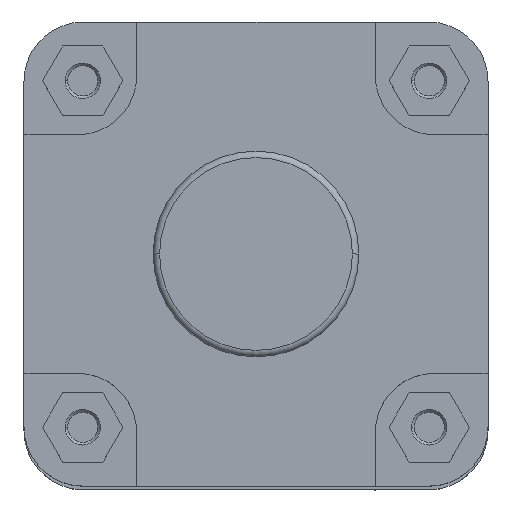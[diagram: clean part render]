
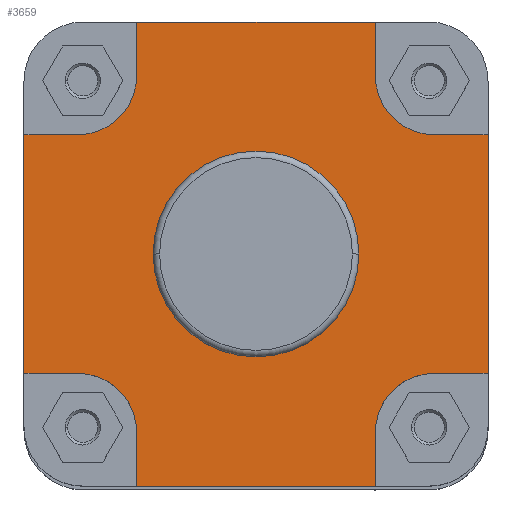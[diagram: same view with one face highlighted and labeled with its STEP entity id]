
A CAD part, top view. The second image highlights one B-rep face of the part: STEP entity #3659.
In plain terms, the highlighted planar face has unit normal (0, 0, 1).
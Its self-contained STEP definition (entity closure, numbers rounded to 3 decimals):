
#557 = CARTESIAN_POINT ( 'NONE',  ( -90., -198.141, -10. ) ) ;
#560 = CARTESIAN_POINT ( 'NONE',  ( 0., 0., -10. ) ) ;
#561 = CARTESIAN_POINT ( 'NONE',  ( 46.25, -90., -10. ) ) ;
#562 = DIRECTION ( 'NONE',  ( 0., -1., 0. ) ) ;
#563 = DIRECTION ( 'NONE',  ( 0., 0., 1. ) ) ;
#564 = DIRECTION ( 'NONE',  ( 1., 0., 0. ) ) ;
#565 = CARTESIAN_POINT ( 'NONE',  ( 0., -90., -10. ) ) ;
#566 = DIRECTION ( 'NONE',  ( 0., -1., 0. ) ) ;
#568 = DIRECTION ( 'NONE',  ( 1., 0., 0. ) ) ;
#660 = CARTESIAN_POINT ( 'NONE',  ( 69.25, -69.25, -10. ) ) ;
#661 = DIRECTION ( 'NONE',  ( 0., 0., 1. ) ) ;
#662 = DIRECTION ( 'NONE',  ( -1., 0., 0. ) ) ;
#674 = CARTESIAN_POINT ( 'NONE',  ( -69.25, -69.25, -10. ) ) ;
#676 = DIRECTION ( 'NONE',  ( 0., 0., 1. ) ) ;
#677 = DIRECTION ( 'NONE',  ( -1., 0., 0. ) ) ;
#880 = CARTESIAN_POINT ( 'NONE',  ( 0., 39.9, -10. ) ) ;
#888 = PLANE ( 'NONE',  #5558 ) ;
#889 = DIRECTION ( 'NONE',  ( 0., 0., -1. ) ) ;
#890 = DIRECTION ( 'NONE',  ( -1., 0., 0. ) ) ;
#913 = CARTESIAN_POINT ( 'NONE',  ( 39.9, 0., -10. ) ) ;
#926 = CARTESIAN_POINT ( 'NONE',  ( 90., -46.25, -10. ) ) ;
#927 = CARTESIAN_POINT ( 'NONE',  ( 46.25, 69.25, -10. ) ) ;
#935 = CARTESIAN_POINT ( 'NONE',  ( -46.25, 69.25, -10. ) ) ;
#944 = CARTESIAN_POINT ( 'NONE',  ( -46.25, 90., -10. ) ) ;
#949 = CARTESIAN_POINT ( 'NONE',  ( -90., 46.25, -10. ) ) ;
#958 = CARTESIAN_POINT ( 'NONE',  ( 46.25, -90., -10. ) ) ;
#961 = CARTESIAN_POINT ( 'NONE',  ( -46.25, -69.25, -10. ) ) ;
#985 = CARTESIAN_POINT ( 'NONE',  ( -39.9, 0., -10. ) ) ;
#997 = CARTESIAN_POINT ( 'NONE',  ( 69.25, 46.25, -10. ) ) ;
#998 = CARTESIAN_POINT ( 'NONE',  ( -69.25, 46.25, -10. ) ) ;
#1005 = CARTESIAN_POINT ( 'NONE',  ( 46.25, 90., -10. ) ) ;
#1006 = CARTESIAN_POINT ( 'NONE',  ( -46.25, -90., -10. ) ) ;
#1009 = CARTESIAN_POINT ( 'NONE',  ( 46.25, -69.25, -10. ) ) ;
#1010 = CARTESIAN_POINT ( 'NONE',  ( 69.25, -46.25, -10. ) ) ;
#1014 = CARTESIAN_POINT ( 'NONE',  ( -69.25, -46.25, -10. ) ) ;
#1017 = CARTESIAN_POINT ( 'NONE',  ( -90., -46.25, -10. ) ) ;
#1028 = CARTESIAN_POINT ( 'NONE',  ( 90., 46.25, -10. ) ) ;
#1072 = CARTESIAN_POINT ( 'NONE',  ( 0., 0., -10. ) ) ;
#1074 = DIRECTION ( 'NONE',  ( 0., 0., 1. ) ) ;
#1075 = DIRECTION ( 'NONE',  ( 1., 0., 0. ) ) ;
#1143 = CARTESIAN_POINT ( 'NONE',  ( -69.25, 46.25, -10. ) ) ;
#1144 = DIRECTION ( 'NONE',  ( 1., 0., 0. ) ) ;
#1160 = CARTESIAN_POINT ( 'NONE',  ( 90., -198.141, -10. ) ) ;
#1161 = DIRECTION ( 'NONE',  ( 0., -1., 0. ) ) ;
#1162 = CARTESIAN_POINT ( 'NONE',  ( 90., 46.25, -10. ) ) ;
#1163 = CARTESIAN_POINT ( 'NONE',  ( 69.25, -46.25, -10. ) ) ;
#1164 = DIRECTION ( 'NONE',  ( -1., 0., 0. ) ) ;
#1165 = CARTESIAN_POINT ( 'NONE',  ( 69.25, 69.25, -10. ) ) ;
#1166 = DIRECTION ( 'NONE',  ( 0., 0., 1. ) ) ;
#1167 = DIRECTION ( 'NONE',  ( -1., 0., 0. ) ) ;
#1168 = CARTESIAN_POINT ( 'NONE',  ( -46.25, 90., -10. ) ) ;
#1169 = CARTESIAN_POINT ( 'NONE',  ( 46.25, 69.25, -10. ) ) ;
#1170 = DIRECTION ( 'NONE',  ( 1., 0., 0. ) ) ;
#1171 = CARTESIAN_POINT ( 'NONE',  ( -69.25, 69.25, -10. ) ) ;
#1172 = DIRECTION ( 'NONE',  ( 0., 1., 0. ) ) ;
#1173 = DIRECTION ( 'NONE',  ( 0., 0., 1. ) ) ;
#1174 = DIRECTION ( 'NONE',  ( -1., 0., 0. ) ) ;
#1175 = CARTESIAN_POINT ( 'NONE',  ( 0., 90., -10. ) ) ;
#1176 = DIRECTION ( 'NONE',  ( 1., 0., 0. ) ) ;
#1178 = DIRECTION ( 'NONE',  ( 0., -1., 0. ) ) ;
#1179 = CARTESIAN_POINT ( 'NONE',  ( -46.25, -69.25, -10. ) ) ;
#1183 = CARTESIAN_POINT ( 'NONE',  ( -90., -46.25, -10. ) ) ;
#1184 = DIRECTION ( 'NONE',  ( 0., 1., 0. ) ) ;
#1185 = DIRECTION ( 'NONE',  ( -1., 0., 0. ) ) ;
#3414 = ORIENTED_EDGE ( 'NONE', *, *, #4848, .F. ) ;
#3415 = ORIENTED_EDGE ( 'NONE', *, *, #4844, .F. ) ;
#3416 = ORIENTED_EDGE ( 'NONE', *, *, #4845, .F. ) ;
#3417 = ORIENTED_EDGE ( 'NONE', *, *, #4846, .F. ) ;
#3418 = ORIENTED_EDGE ( 'NONE', *, *, #4833, .F. ) ;
#3419 = ORIENTED_EDGE ( 'NONE', *, *, #4847, .F. ) ;
#3420 = ORIENTED_EDGE ( 'NONE', *, *, #4843, .F. ) ;
#3457 = ORIENTED_EDGE ( 'NONE', *, *, #4842, .F. ) ;
#3458 = ORIENTED_EDGE ( 'NONE', *, *, #4841, .F. ) ;
#3459 = ORIENTED_EDGE ( 'NONE', *, *, #3561, .T. ) ;
#3460 = ORIENTED_EDGE ( 'NONE', *, *, #3610, .F. ) ;
#3461 = ORIENTED_EDGE ( 'NONE', *, *, #4851, .F. ) ;
#3462 = ORIENTED_EDGE ( 'NONE', *, *, #3605, .F. ) ;
#3463 = ORIENTED_EDGE ( 'NONE', *, *, #3560, .F. ) ;
#3558 = EDGE_CURVE ( 'NONE', #4674, #4742, #6447, .T. ) ;
#3559 = EDGE_CURVE ( 'NONE', #4710, #4653, #6451, .T. ) ;
#3560 = EDGE_CURVE ( 'NONE', #4734, #4683, #6450, .T. ) ;
#3561 = EDGE_CURVE ( 'NONE', #4731, #4683, #6449, .T. ) ;
#3605 = EDGE_CURVE ( 'NONE', #4735, #4734, #6536, .T. ) ;
#3610 = EDGE_CURVE ( 'NONE', #4686, #4739, #6544, .T. ) ;
#3659 = ADVANCED_FACE ( 'NONE', ( #6639, #6641 ), #888, .F. ) ;
#4223 = EDGE_LOOP ( 'NONE', ( #4775, #4771, #3460, #3461, #3459, #3463, #3462, #3457, #3458, #3415, #3420, #3414, #3419, #3416, #3417, #3418 ) ) ;
#4298 = EDGE_LOOP ( 'NONE', ( #4782, #4769 ) ) ;
#4648 = VERTEX_POINT ( 'NONE', #927 ) ;
#4653 = VERTEX_POINT ( 'NONE', #913 ) ;
#4655 = VERTEX_POINT ( 'NONE', #926 ) ;
#4660 = VERTEX_POINT ( 'NONE', #935 ) ;
#4669 = VERTEX_POINT ( 'NONE', #944 ) ;
#4674 = VERTEX_POINT ( 'NONE', #949 ) ;
#4683 = VERTEX_POINT ( 'NONE', #958 ) ;
#4686 = VERTEX_POINT ( 'NONE', #961 ) ;
#4710 = VERTEX_POINT ( 'NONE', #985 ) ;
#4722 = VERTEX_POINT ( 'NONE', #997 ) ;
#4723 = VERTEX_POINT ( 'NONE', #998 ) ;
#4730 = VERTEX_POINT ( 'NONE', #1005 ) ;
#4731 = VERTEX_POINT ( 'NONE', #1006 ) ;
#4734 = VERTEX_POINT ( 'NONE', #1009 ) ;
#4735 = VERTEX_POINT ( 'NONE', #1010 ) ;
#4739 = VERTEX_POINT ( 'NONE', #1014 ) ;
#4742 = VERTEX_POINT ( 'NONE', #1017 ) ;
#4753 = VERTEX_POINT ( 'NONE', #1028 ) ;
#4769 = ORIENTED_EDGE ( 'NONE', *, *, #3559, .F. ) ;
#4771 = ORIENTED_EDGE ( 'NONE', *, *, #4852, .F. ) ;
#4775 = ORIENTED_EDGE ( 'NONE', *, *, #3558, .T. ) ;
#4782 = ORIENTED_EDGE ( 'NONE', *, *, #4803, .F. ) ;
#4803 = EDGE_CURVE ( 'NONE', #4653, #4710, #6688, .T. ) ;
#4833 = EDGE_CURVE ( 'NONE', #4674, #4723, #6736, .T. ) ;
#4841 = EDGE_CURVE ( 'NONE', #4753, #4655, #6750, .T. ) ;
#4842 = EDGE_CURVE ( 'NONE', #4655, #4735, #6752, .T. ) ;
#4843 = EDGE_CURVE ( 'NONE', #4648, #4722, #6757, .T. ) ;
#4844 = EDGE_CURVE ( 'NONE', #4722, #4753, #6756, .T. ) ;
#4845 = EDGE_CURVE ( 'NONE', #4660, #4669, #6755, .T. ) ;
#4846 = EDGE_CURVE ( 'NONE', #4723, #4660, #6762, .T. ) ;
#4847 = EDGE_CURVE ( 'NONE', #4669, #4730, #6740, .T. ) ;
#4848 = EDGE_CURVE ( 'NONE', #4730, #4648, #6761, .T. ) ;
#4851 = EDGE_CURVE ( 'NONE', #4731, #4686, #6760, .T. ) ;
#4852 = EDGE_CURVE ( 'NONE', #4739, #4742, #6764, .T. ) ;
#5487 = AXIS2_PLACEMENT_3D ( 'NONE', #674, #676, #677 ) ;
#5489 = AXIS2_PLACEMENT_3D ( 'NONE', #660, #661, #662 ) ;
#5492 = AXIS2_PLACEMENT_3D ( 'NONE', #560, #563, #564 ) ;
#5558 = AXIS2_PLACEMENT_3D ( 'NONE', #880, #889, #890 ) ;
#5569 = AXIS2_PLACEMENT_3D ( 'NONE', #1072, #1074, #1075 ) ;
#5577 = AXIS2_PLACEMENT_3D ( 'NONE', #1165, #1166, #1167 ) ;
#5581 = AXIS2_PLACEMENT_3D ( 'NONE', #1171, #1173, #1174 ) ;
#6440 = VECTOR ( 'NONE', #562, 1000. ) ;
#6445 = VECTOR ( 'NONE', #566, 1000. ) ;
#6447 = LINE ( 'NONE', #557, #6440 ) ;
#6449 = LINE ( 'NONE', #565, #6452 ) ;
#6450 = LINE ( 'NONE', #561, #6445 ) ;
#6451 = CIRCLE ( 'NONE', #5492, 39.9 ) ;
#6452 = VECTOR ( 'NONE', #568, 1000. ) ;
#6536 = CIRCLE ( 'NONE', #5489, 23. ) ;
#6544 = CIRCLE ( 'NONE', #5487, 23. ) ;
#6639 = FACE_BOUND ( 'NONE', #4298, .T. ) ;
#6641 = FACE_OUTER_BOUND ( 'NONE', #4223, .T. ) ;
#6688 = CIRCLE ( 'NONE', #5569, 39.9 ) ;
#6736 = LINE ( 'NONE', #1143, #6737 ) ;
#6737 = VECTOR ( 'NONE', #1144, 1000. ) ;
#6740 = LINE ( 'NONE', #1175, #6754 ) ;
#6746 = VECTOR ( 'NONE', #1170, 1000. ) ;
#6750 = LINE ( 'NONE', #1160, #6751 ) ;
#6751 = VECTOR ( 'NONE', #1161, 1000. ) ;
#6752 = LINE ( 'NONE', #1163, #6753 ) ;
#6753 = VECTOR ( 'NONE', #1164, 1000. ) ;
#6754 = VECTOR ( 'NONE', #1176, 1000. ) ;
#6755 = LINE ( 'NONE', #1168, #6758 ) ;
#6756 = LINE ( 'NONE', #1162, #6746 ) ;
#6757 = CIRCLE ( 'NONE', #5577, 23. ) ;
#6758 = VECTOR ( 'NONE', #1172, 1000. ) ;
#6760 = LINE ( 'NONE', #1179, #6768 ) ;
#6761 = LINE ( 'NONE', #1169, #6763 ) ;
#6762 = CIRCLE ( 'NONE', #5581, 23. ) ;
#6763 = VECTOR ( 'NONE', #1178, 1000. ) ;
#6764 = LINE ( 'NONE', #1183, #6770 ) ;
#6768 = VECTOR ( 'NONE', #1184, 1000. ) ;
#6770 = VECTOR ( 'NONE', #1185, 1000. ) ;
